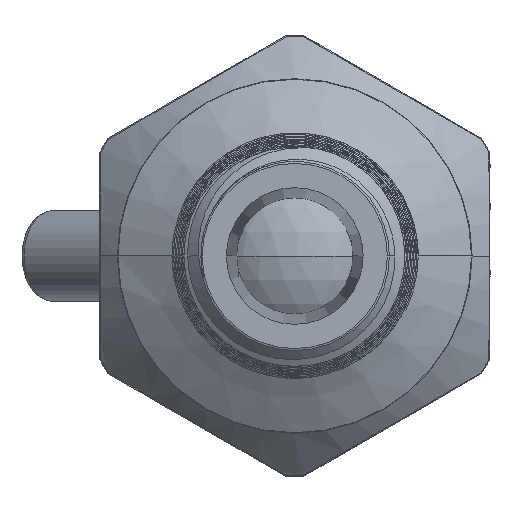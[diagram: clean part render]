
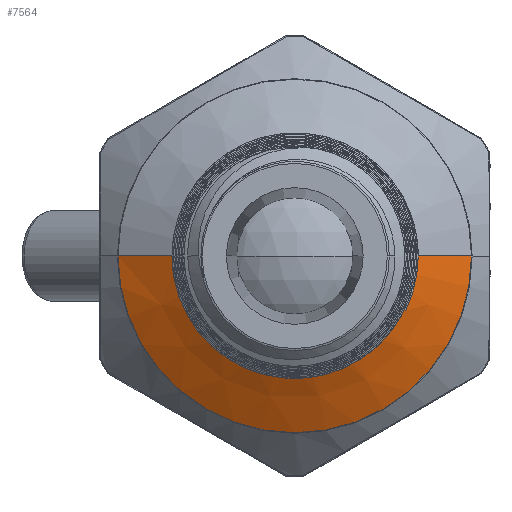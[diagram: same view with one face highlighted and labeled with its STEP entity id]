
A CAD part, front view. The second image highlights one B-rep face of the part: STEP entity #7564.
In plain terms, the highlighted conical face has half-angle 60 degrees and reference radius 7.665 mm.
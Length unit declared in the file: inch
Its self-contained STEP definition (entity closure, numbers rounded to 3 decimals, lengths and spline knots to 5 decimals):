
#1328 = B_SPLINE_CURVE_WITH_KNOTS ( 'NONE', 3,
 ( #16346, #16335, #16362, #16363, #16364, #16365, #16366, #16367, #16368, #16369, #16370, #16371, #16372, #16373, #16374, #16375, #16376, #16377, #16378, #16379, #16380, #16381, #16382, #16383, #16384 ),
 .UNSPECIFIED., .F., .F.,
 ( 4, 2, 2, 2, 2, 2, 2, 2, 1, 2, 2, 2, 4 ),
 ( 0.01865, 0.01926, 0.01987, 0.02048, 0.02109, 0.02232, 0.02354, 0.02415, 0.02476, 0.02537, 0.02599, 0.02721, 0.02843 ),
 .UNSPECIFIED. ) ;
#1329 = B_SPLINE_CURVE_WITH_KNOTS ( 'NONE', 3,
 ( #16361, #16353, #16386, #16387, #16388, #16389, #16390, #16391 ),
 .UNSPECIFIED., .F., .F.,
 ( 4, 2, 2, 4 ),
 ( 0., 0.00153, 0.00229, 0.00305 ),
 .UNSPECIFIED. ) ;
#1345 = B_SPLINE_CURVE_WITH_KNOTS ( 'NONE', 3,
 ( #5315, #5314, #5322, #5323, #5324, #5325, #5326, #5327, #5328, #5329 ),
 .UNSPECIFIED., .F., .F.,
 ( 4, 3, 3, 4 ),
 ( 0., 0.00022, 0.00044, 0.00077 ),
 .UNSPECIFIED. ) ;
#2862 = EDGE_LOOP ( 'NONE', ( #14617, #14619, #14621, #14623, #14625, #14627, #14629 ) ) ;
#5314 = CARTESIAN_POINT ( 'NONE',  ( 0.16748, -0.39455, -0.08234 ) ) ;
#5315 = CARTESIAN_POINT ( 'NONE',  ( 0.16526, -0.39598, -0.08125 ) ) ;
#5322 = CARTESIAN_POINT ( 'NONE',  ( 0.1697, -0.39313, -0.08343 ) ) ;
#5323 = CARTESIAN_POINT ( 'NONE',  ( 0.17191, -0.3917, -0.08452 ) ) ;
#5324 = CARTESIAN_POINT ( 'NONE',  ( 0.17413, -0.39027, -0.08561 ) ) ;
#5325 = CARTESIAN_POINT ( 'NONE',  ( 0.17635, -0.38885, -0.0867 ) ) ;
#5326 = CARTESIAN_POINT ( 'NONE',  ( 0.17857, -0.38742, -0.08779 ) ) ;
#5327 = CARTESIAN_POINT ( 'NONE',  ( 0.18201, -0.38521, -0.08947 ) ) ;
#5328 = CARTESIAN_POINT ( 'NONE',  ( 0.18545, -0.383, -0.09116 ) ) ;
#5329 = CARTESIAN_POINT ( 'NONE',  ( 0.18888, -0.38078, -0.09285 ) ) ;
#7242 = FACE_OUTER_BOUND ( 'NONE', #2862, .T. ) ;
#7249 = CONICAL_SURFACE ( 'NONE', #19789, 0.30175, 1.047 ) ;
#7564 = ADVANCED_FACE ( 'NONE', ( #7242 ), #7249, .T. ) ;
#8412 = EDGE_CURVE ( 'NONE', #12913, #12914, #11843, .T. ) ;
#9303 = CARTESIAN_POINT ( 'NONE',  ( -0.30176, -0.32809, 0. ) ) ;
#9304 = DIRECTION ( 'NONE',  ( -0.866, 0.5, 0. ) ) ;
#9305 = CARTESIAN_POINT ( 'NONE',  ( 0.30175, -0.32809, 0. ) ) ;
#9307 = DIRECTION ( 'NONE',  ( 0.866, 0.5, 0. ) ) ;
#9994 = AXIS2_PLACEMENT_3D ( 'NONE', #23771, #23772, #23773 ) ;
#10170 = AXIS2_PLACEMENT_3D ( 'NONE', #16394, #16395, #16396 ) ;
#11843 = CIRCLE ( 'NONE', #9994, 0.3012 ) ;
#12041 = CIRCLE ( 'NONE', #10170, 0.21048 ) ;
#12162 = LINE ( 'NONE', #9303, #12193 ) ;
#12192 = LINE ( 'NONE', #9305, #12195 ) ;
#12193 = VECTOR ( 'NONE', #9304, 39.37008 ) ;
#12195 = VECTOR ( 'NONE', #9307, 39.37008 ) ;
#12821 = VERTEX_POINT ( 'NONE', #24243 ) ;
#12822 = VERTEX_POINT ( 'NONE', #24244 ) ;
#12846 = VERTEX_POINT ( 'NONE', #24268 ) ;
#12897 = VERTEX_POINT ( 'NONE', #24319 ) ;
#12913 = VERTEX_POINT ( 'NONE', #24335 ) ;
#12914 = VERTEX_POINT ( 'NONE', #24336 ) ;
#12929 = VERTEX_POINT ( 'NONE', #24351 ) ;
#14617 = ORIENTED_EDGE ( 'NONE', *, *, #20495, .F. ) ;
#14619 = ORIENTED_EDGE ( 'NONE', *, *, #20340, .T. ) ;
#14621 = ORIENTED_EDGE ( 'NONE', *, *, #20393, .F. ) ;
#14623 = ORIENTED_EDGE ( 'NONE', *, *, #20339, .F. ) ;
#14625 = ORIENTED_EDGE ( 'NONE', *, *, #20338, .F. ) ;
#14627 = ORIENTED_EDGE ( 'NONE', *, *, #20494, .T. ) ;
#14629 = ORIENTED_EDGE ( 'NONE', *, *, #8412, .T. ) ;
#16335 = CARTESIAN_POINT ( 'NONE',  ( -0.1948, -0.38984, -0.00805 ) ) ;
#16346 = CARTESIAN_POINT ( 'NONE',  ( -0.19501, -0.38972, 0. ) ) ;
#16353 = CARTESIAN_POINT ( 'NONE',  ( 0.10057, -0.39586, -0.15581 ) ) ;
#16361 = CARTESIAN_POINT ( 'NONE',  ( 0.08269, -0.39583, -0.16484 ) ) ;
#16362 = CARTESIAN_POINT ( 'NONE',  ( -0.19407, -0.38997, -0.01618 ) ) ;
#16363 = CARTESIAN_POINT ( 'NONE',  ( -0.19165, -0.39022, -0.0321 ) ) ;
#16364 = CARTESIAN_POINT ( 'NONE',  ( -0.18995, -0.39034, -0.03993 ) ) ;
#16365 = CARTESIAN_POINT ( 'NONE',  ( -0.1856, -0.39059, -0.05533 ) ) ;
#16366 = CARTESIAN_POINT ( 'NONE',  ( -0.18294, -0.39071, -0.06291 ) ) ;
#16367 = CARTESIAN_POINT ( 'NONE',  ( -0.17665, -0.39096, -0.0778 ) ) ;
#16368 = CARTESIAN_POINT ( 'NONE',  ( -0.17302, -0.39109, -0.08508 ) ) ;
#16369 = CARTESIAN_POINT ( 'NONE',  ( -0.16093, -0.39146, -0.10591 ) ) ;
#16370 = CARTESIAN_POINT ( 'NONE',  ( -0.15121, -0.39171, -0.1187 ) ) ;
#16371 = CARTESIAN_POINT ( 'NONE',  ( -0.12846, -0.39222, -0.14184 ) ) ;
#16372 = CARTESIAN_POINT ( 'NONE',  ( -0.11586, -0.39248, -0.15173 ) ) ;
#16373 = CARTESIAN_POINT ( 'NONE',  ( -0.09519, -0.39286, -0.16414 ) ) ;
#16374 = CARTESIAN_POINT ( 'NONE',  ( -0.08794, -0.39298, -0.16789 ) ) ;
#16375 = CARTESIAN_POINT ( 'NONE',  ( -0.07316, -0.39324, -0.17435 ) ) ;
#16376 = CARTESIAN_POINT ( 'NONE',  ( -0.05808, -0.3935, -0.17982 ) ) ;
#16377 = CARTESIAN_POINT ( 'NONE',  ( -0.04242, -0.39375, -0.18335 ) ) ;
#16378 = CARTESIAN_POINT ( 'NONE',  ( -0.02647, -0.39401, -0.18587 ) ) ;
#16379 = CARTESIAN_POINT ( 'NONE',  ( -0.01835, -0.39414, -0.18662 ) ) ;
#16380 = CARTESIAN_POINT ( 'NONE',  ( 0.00573, -0.39453, -0.18728 ) ) ;
#16381 = CARTESIAN_POINT ( 'NONE',  ( 0.02173, -0.39478, -0.18567 ) ) ;
#16382 = CARTESIAN_POINT ( 'NONE',  ( 0.05332, -0.39531, -0.17823 ) ) ;
#16383 = CARTESIAN_POINT ( 'NONE',  ( 0.06838, -0.39556, -0.17253 ) ) ;
#16384 = CARTESIAN_POINT ( 'NONE',  ( 0.08269, -0.39583, -0.16484 ) ) ;
#16386 = CARTESIAN_POINT ( 'NONE',  ( 0.11696, -0.39588, -0.14384 ) ) ;
#16387 = CARTESIAN_POINT ( 'NONE',  ( 0.13781, -0.39592, -0.12272 ) ) ;
#16388 = CARTESIAN_POINT ( 'NONE',  ( 0.14418, -0.39593, -0.11514 ) ) ;
#16389 = CARTESIAN_POINT ( 'NONE',  ( 0.15573, -0.39595, -0.09887 ) ) ;
#16390 = CARTESIAN_POINT ( 'NONE',  ( 0.16086, -0.39597, -0.09024 ) ) ;
#16391 = CARTESIAN_POINT ( 'NONE',  ( 0.16526, -0.39598, -0.08125 ) ) ;
#16394 = CARTESIAN_POINT ( 'NONE',  ( -0.00001, -0.38078, 0. ) ) ;
#16395 = DIRECTION ( 'NONE',  ( 0., 1., 0. ) ) ;
#16396 = DIRECTION ( 'NONE',  ( -1., 0., 0. ) ) ;
#19789 = AXIS2_PLACEMENT_3D ( 'NONE', #22467, #22468, #22466 ) ;
#20338 = EDGE_CURVE ( 'NONE', #12929, #12821, #1328, .T. ) ;
#20339 = EDGE_CURVE ( 'NONE', #12821, #12846, #1329, .T. ) ;
#20340 = EDGE_CURVE ( 'NONE', #12897, #12822, #12041, .T. ) ;
#20393 = EDGE_CURVE ( 'NONE', #12846, #12822, #1345, .T. ) ;
#20494 = EDGE_CURVE ( 'NONE', #12929, #12913, #12162, .T. ) ;
#20495 = EDGE_CURVE ( 'NONE', #12897, #12914, #12192, .T. ) ;
#22466 = DIRECTION ( 'NONE',  ( -1., 0., 0. ) ) ;
#22467 = CARTESIAN_POINT ( 'NONE',  ( -0.00001, -0.32809, 0. ) ) ;
#22468 = DIRECTION ( 'NONE',  ( 0., 1., 0. ) ) ;
#23771 = CARTESIAN_POINT ( 'NONE',  ( -0.00001, -0.32841, 0. ) ) ;
#23772 = DIRECTION ( 'NONE',  ( 0., -1., 0. ) ) ;
#23773 = DIRECTION ( 'NONE',  ( 1., 0., 0. ) ) ;
#24243 = CARTESIAN_POINT ( 'NONE',  ( 0.08269, -0.39583, -0.16484 ) ) ;
#24244 = CARTESIAN_POINT ( 'NONE',  ( 0.18888, -0.38078, -0.09285 ) ) ;
#24268 = CARTESIAN_POINT ( 'NONE',  ( 0.16526, -0.39598, -0.08125 ) ) ;
#24319 = CARTESIAN_POINT ( 'NONE',  ( 0.21047, -0.38078, 0. ) ) ;
#24335 = CARTESIAN_POINT ( 'NONE',  ( -0.30121, -0.32841, 0. ) ) ;
#24336 = CARTESIAN_POINT ( 'NONE',  ( 0.30119, -0.32841, 0. ) ) ;
#24351 = CARTESIAN_POINT ( 'NONE',  ( -0.19501, -0.38972, 0. ) ) ;
